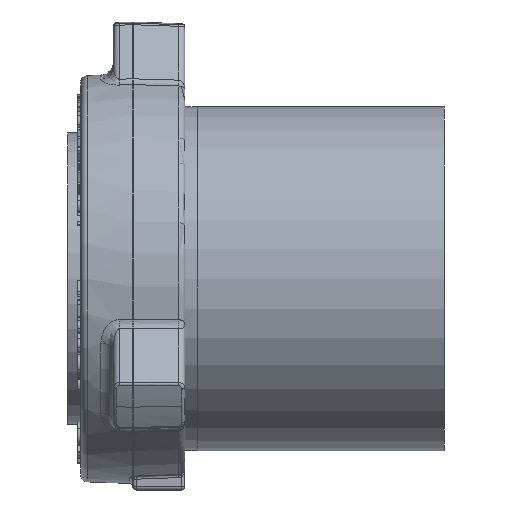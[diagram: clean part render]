
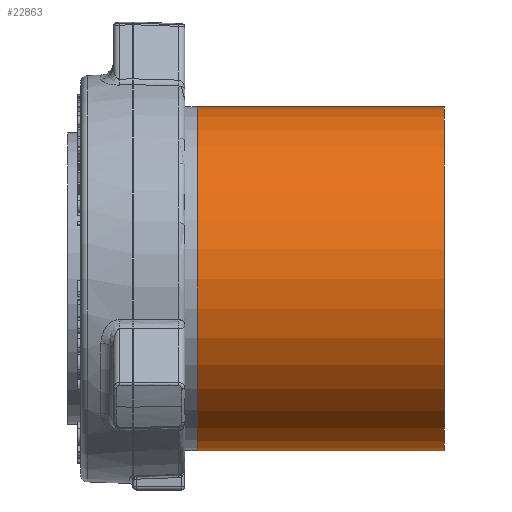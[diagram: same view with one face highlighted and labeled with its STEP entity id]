
A CAD part, left-side view. The second image highlights one B-rep face of the part: STEP entity #22863.
In plain terms, the highlighted cylindrical face has radius 84.138 mm (diameter 168.275 mm), a partial arc.
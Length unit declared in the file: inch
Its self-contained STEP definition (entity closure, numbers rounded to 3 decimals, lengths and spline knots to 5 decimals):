
#60 = EDGE_CURVE ( 'NONE', #5634, #14131, #18473, .T. ) ;
#466 = ORIENTED_EDGE ( 'NONE', *, *, #60, .F. ) ;
#624 = CYLINDRICAL_SURFACE ( 'NONE', #10498, 3.3125 ) ;
#1419 = ORIENTED_EDGE ( 'NONE', *, *, #21873, .T. ) ;
#1621 = CARTESIAN_POINT ( 'NONE',  ( 0., 4.75, -3.3125 ) ) ;
#2235 = VERTEX_POINT ( 'NONE', #1621 ) ;
#3147 = AXIS2_PLACEMENT_3D ( 'NONE', #30228, #14827, #32835 ) ;
#3651 = DIRECTION ( 'NONE',  ( 0., -1., 0. ) ) ;
#5609 = VECTOR ( 'NONE', #21766, 39.37008 ) ;
#5634 = VERTEX_POINT ( 'NONE', #6468 ) ;
#6468 = CARTESIAN_POINT ( 'NONE',  ( 0., 4.75, 3.3125 ) ) ;
#6664 = EDGE_CURVE ( 'NONE', #2235, #26686, #15803, .T. ) ;
#6897 = CARTESIAN_POINT ( 'NONE',  ( 0., 0., -3.3125 ) ) ;
#7228 = DIRECTION ( 'NONE',  ( 0., 1., 0. ) ) ;
#8168 = VECTOR ( 'NONE', #29692, 39.37008 ) ;
#8291 = FACE_OUTER_BOUND ( 'NONE', #22832, .T. ) ;
#10498 = AXIS2_PLACEMENT_3D ( 'NONE', #11551, #3651, #16502 ) ;
#11551 = CARTESIAN_POINT ( 'NONE',  ( 0., 6.187, 0. ) ) ;
#14131 = VERTEX_POINT ( 'NONE', #19572 ) ;
#14346 = CARTESIAN_POINT ( 'NONE',  ( 0., 6.187, 3.3125 ) ) ;
#14827 = DIRECTION ( 'NONE',  ( 0., -1., 0. ) ) ;
#15803 = LINE ( 'NONE', #32301, #8168 ) ;
#16502 = DIRECTION ( 'NONE',  ( 0., 0., -1. ) ) ;
#16550 = EDGE_CURVE ( 'NONE', #26686, #14131, #30165, .T. ) ;
#16788 = CIRCLE ( 'NONE', #3147, 3.3125 ) ;
#18473 = LINE ( 'NONE', #14346, #5609 ) ;
#18734 = ORIENTED_EDGE ( 'NONE', *, *, #16550, .T. ) ;
#19572 = CARTESIAN_POINT ( 'NONE',  ( 0., 0., 3.3125 ) ) ;
#21766 = DIRECTION ( 'NONE',  ( 0., -1., 0. ) ) ;
#21873 = EDGE_CURVE ( 'NONE', #5634, #2235, #16788, .T. ) ;
#22056 = ORIENTED_EDGE ( 'NONE', *, *, #6664, .T. ) ;
#22578 = CARTESIAN_POINT ( 'NONE',  ( 0., 0., 0. ) ) ;
#22832 = EDGE_LOOP ( 'NONE', ( #466, #1419, #22056, #18734 ) ) ;
#22863 = ADVANCED_FACE ( 'NONE', ( #8291 ), #624, .T. ) ;
#24633 = AXIS2_PLACEMENT_3D ( 'NONE', #22578, #7228, #25177 ) ;
#25177 = DIRECTION ( 'NONE',  ( 0., 0., 1. ) ) ;
#26686 = VERTEX_POINT ( 'NONE', #6897 ) ;
#29692 = DIRECTION ( 'NONE',  ( 0., -1., 0. ) ) ;
#30165 = CIRCLE ( 'NONE', #24633, 3.3125 ) ;
#30228 = CARTESIAN_POINT ( 'NONE',  ( 0., 4.75, 0. ) ) ;
#32301 = CARTESIAN_POINT ( 'NONE',  ( 0., 6.187, -3.3125 ) ) ;
#32835 = DIRECTION ( 'NONE',  ( 0., 0., -1. ) ) ;
